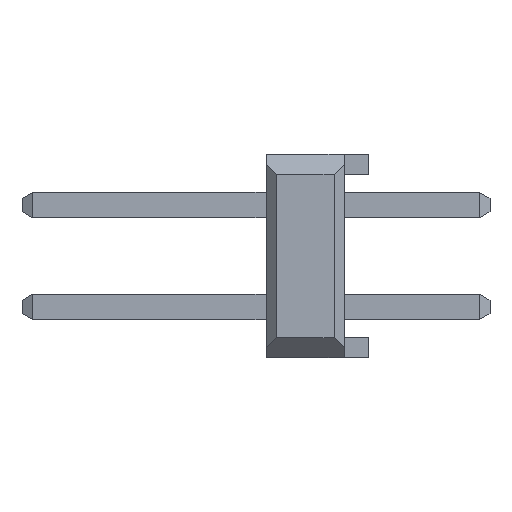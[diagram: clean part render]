
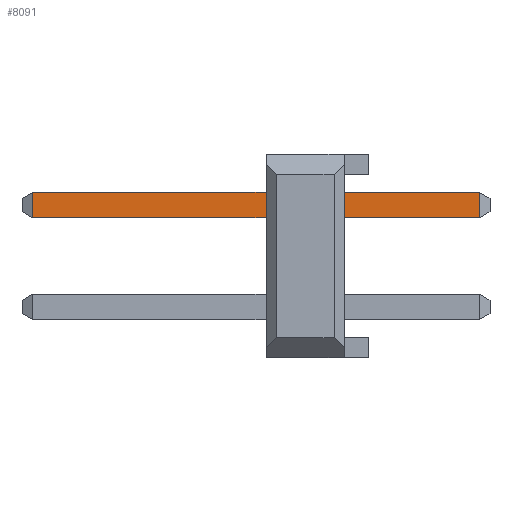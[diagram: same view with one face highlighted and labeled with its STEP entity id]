
A CAD part, left-side view. The second image highlights one B-rep face of the part: STEP entity #8091.
In plain terms, the highlighted planar face has unit normal (-1, 0, 0).
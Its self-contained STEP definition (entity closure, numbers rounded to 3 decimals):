
#7785=DIRECTION('',(0.,0.,-1.));
#7786=VECTOR('',#7785,0.635);
#7787=CARTESIAN_POINT('',(-0.318,-0.264,0.318));
#7788=LINE('',#7787,#7786);
#7834=DIRECTION('',(0.,-1.,0.));
#7835=VECTOR('',#7834,11.152);
#7836=CARTESIAN_POINT('',(-0.318,-0.264,-0.318));
#7837=LINE('',#7836,#7835);
#7841=DIRECTION('',(0.,-1.,0.));
#7842=VECTOR('',#7841,11.152);
#7843=CARTESIAN_POINT('',(-0.318,-0.264,0.318));
#7844=LINE('',#7843,#7842);
#7862=DIRECTION('',(0.,0.,-1.));
#7863=VECTOR('',#7862,0.635);
#7864=CARTESIAN_POINT('',(-0.318,-11.416,0.318));
#7865=LINE('',#7864,#7863);
#7936=CARTESIAN_POINT('',(-0.318,-0.264,-0.318));
#7938=VERTEX_POINT('',#7936);
#7946=CARTESIAN_POINT('',(-0.318,-0.264,0.318));
#7947=VERTEX_POINT('',#7946);
#7953=CARTESIAN_POINT('',(-0.318,-11.416,0.318));
#7955=VERTEX_POINT('',#7953);
#7962=CARTESIAN_POINT('',(-0.318,-11.416,-0.318));
#7963=VERTEX_POINT('',#7962);
#8079=CARTESIAN_POINT('',(-0.318,0.,0.318));
#8080=DIRECTION('',(-1.,0.,0.));
#8081=DIRECTION('',(0.,0.,-1.));
#8082=AXIS2_PLACEMENT_3D('',#8079,#8080,#8081);
#8083=PLANE('',#8082);
#8084=ORIENTED_EDGE('',*,*,#8017,.F.);
#8085=ORIENTED_EDGE('',*,*,#8046,.T.);
#8087=ORIENTED_EDGE('',*,*,#8086,.T.);
#8088=ORIENTED_EDGE('',*,*,#8071,.F.);
#8089=EDGE_LOOP('',(#8084,#8085,#8087,#8088));
#8090=FACE_OUTER_BOUND('',#8089,.F.);
#8091=ADVANCED_FACE('',(#8090),#8083,.T.);
#8017=EDGE_CURVE('',#7947,#7938,#7788,.T.);
#8046=EDGE_CURVE('',#7947,#7955,#7844,.T.);
#8071=EDGE_CURVE('',#7938,#7963,#7837,.T.);
#8086=EDGE_CURVE('',#7955,#7963,#7865,.T.);
